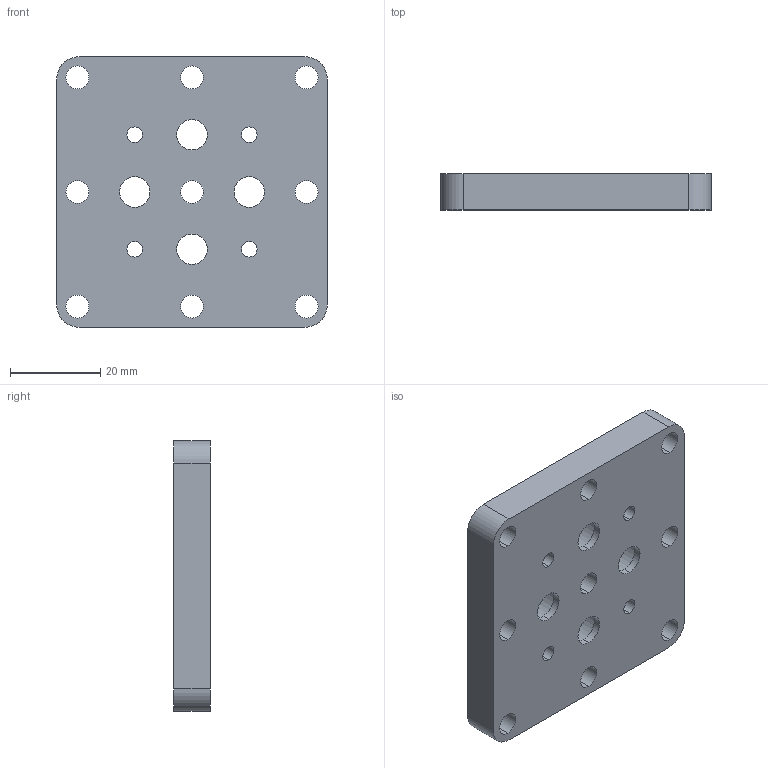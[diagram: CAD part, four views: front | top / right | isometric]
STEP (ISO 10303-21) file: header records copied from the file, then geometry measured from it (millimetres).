
FILE_DESCRIPTION (( 'STEP AP203' ), '1' );
FILE_NAME ('06UAP-1.STEP', '2016-05-18T06:33:26', ( '' ), ( '' ), 'SwSTEP 2.0', 'SolidWorks 2016', '' );
FILE_SCHEMA (( 'CONFIG_CONTROL_DESIGN' ));
Length unit declared in the file: millimetre
Products named in the file (1): 06UAP-1
Bounding box: 60 x 8 x 60 mm (x, y, z)
Volume: 24154.4 mm3; surface area: 10807 mm2
Topology: 1 solids, 1 shells, 56 faces, 150 edges, 100 vertices
Faces by surface type: cylinder 46, plane 10
Entity records: 1951 total; most frequent: DIRECTION 356, CARTESIAN_POINT 307, ORIENTED_EDGE 300, EDGE_CURVE 150, AXIS2_PLACEMENT_3D 149, VERTEX_POINT 100, EDGE_LOOP 94, CIRCLE 92
